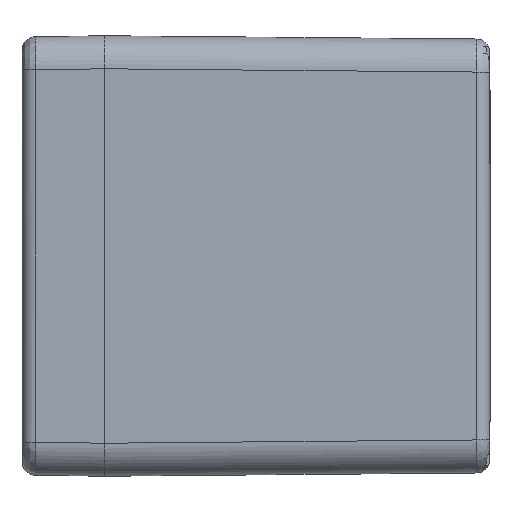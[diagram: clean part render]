
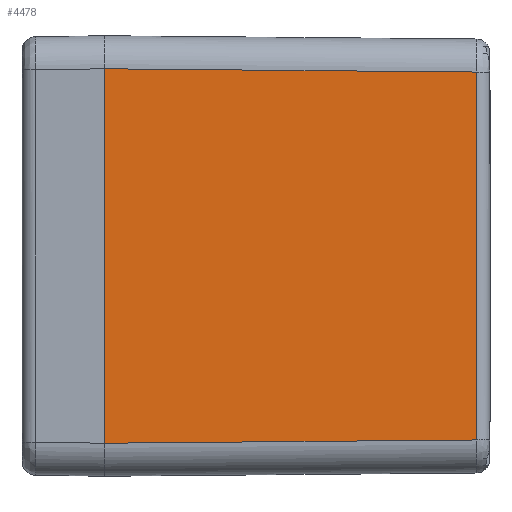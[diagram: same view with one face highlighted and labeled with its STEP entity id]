
A CAD part, left-side view. The second image highlights one B-rep face of the part: STEP entity #4478.
In plain terms, the highlighted planar face has unit normal (-1, -0.009, 0).
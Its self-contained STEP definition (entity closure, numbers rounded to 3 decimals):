
#502 = PLANE ( 'NONE',  #8756 ) ;
#729 = ORIENTED_EDGE ( 'NONE', *, *, #7096, .F. ) ;
#740 = VERTEX_POINT ( 'NONE', #17015 ) ;
#1954 = VERTEX_POINT ( 'NONE', #6992 ) ;
#1982 = FACE_OUTER_BOUND ( 'NONE', #3391, .T. ) ;
#2072 = DIRECTION ( 'NONE',  ( -0.009, 1., 0. ) ) ;
#2447 = CARTESIAN_POINT ( 'NONE',  ( -79.607, 24.985, 33.607 ) ) ;
#2714 = CARTESIAN_POINT ( 'NONE',  ( -79.411, 2.478, -33.411 ) ) ;
#3101 = CARTESIAN_POINT ( 'NONE',  ( -79.411, 2.478, 33.411 ) ) ;
#3391 = EDGE_LOOP ( 'NONE', ( #729, #5658, #13931, #7031 ) ) ;
#4080 = CARTESIAN_POINT ( 'NONE',  ( -79.411, 2.478, -11.137 ) ) ;
#4197 = VERTEX_POINT ( 'NONE', #18541 ) ;
#4478 = ADVANCED_FACE ( 'NONE', ( #1982 ), #502, .T. ) ;
#5200 = VERTEX_POINT ( 'NONE', #3101 ) ;
#5658 = ORIENTED_EDGE ( 'NONE', *, *, #18503, .T. ) ;
#5948 = CARTESIAN_POINT ( 'NONE',  ( -80., 70., -34. ) ) ;
#6106 = DIRECTION ( 'NONE',  ( 0., 0., -1. ) ) ;
#6305 = EDGE_CURVE ( 'NONE', #5200, #4197, #12605, .T. ) ;
#6992 = CARTESIAN_POINT ( 'NONE',  ( -80., 70., -34. ) ) ;
#7031 = ORIENTED_EDGE ( 'NONE', *, *, #6305, .F. ) ;
#7096 = EDGE_CURVE ( 'NONE', #740, #5200, #10427, .T. ) ;
#8408 = CARTESIAN_POINT ( 'NONE',  ( -79.411, 2.478, 33.411 ) ) ;
#8659 = EDGE_CURVE ( 'NONE', #1954, #4197, #9896, .T. ) ;
#8756 = AXIS2_PLACEMENT_3D ( 'NONE', #11535, #11443, #2072 ) ;
#9593 = VECTOR ( 'NONE', #6106, 1000. ) ;
#9896 = B_SPLINE_CURVE_WITH_KNOTS ( 'NONE', 3,
 ( #5948, #11715, #19172, #2714 ),
 .UNSPECIFIED., .F., .F.,
 ( 4, 4 ),
 ( 0., 1. ),
 .UNSPECIFIED. ) ;
#10427 = B_SPLINE_CURVE_WITH_KNOTS ( 'NONE', 3,
 ( #15656, #17317, #2447, #8408 ),
 .UNSPECIFIED., .F., .F.,
 ( 4, 4 ),
 ( 0., 1. ),
 .UNSPECIFIED. ) ;
#11313 = CARTESIAN_POINT ( 'NONE',  ( -79.411, 2.478, 11.137 ) ) ;
#11443 = DIRECTION ( 'NONE',  ( -1., -0.009, 0. ) ) ;
#11535 = CARTESIAN_POINT ( 'NONE',  ( -80., 70., -43.361 ) ) ;
#11715 = CARTESIAN_POINT ( 'NONE',  ( -79.804, 47.493, -33.804 ) ) ;
#12176 = CARTESIAN_POINT ( 'NONE',  ( -80., 70., 34. ) ) ;
#12605 = B_SPLINE_CURVE_WITH_KNOTS ( 'NONE', 3,
 ( #12778, #11313, #4080, #17681 ),
 .UNSPECIFIED., .F., .F.,
 ( 4, 4 ),
 ( 0., 1. ),
 .UNSPECIFIED. ) ;
#12778 = CARTESIAN_POINT ( 'NONE',  ( -79.411, 2.478, 33.411 ) ) ;
#13931 = ORIENTED_EDGE ( 'NONE', *, *, #8659, .T. ) ;
#15656 = CARTESIAN_POINT ( 'NONE',  ( -80., 70., 34. ) ) ;
#17015 = CARTESIAN_POINT ( 'NONE',  ( -80., 70., 34. ) ) ;
#17317 = CARTESIAN_POINT ( 'NONE',  ( -79.804, 47.493, 33.804 ) ) ;
#17681 = CARTESIAN_POINT ( 'NONE',  ( -79.411, 2.478, -33.411 ) ) ;
#18136 = LINE ( 'NONE', #12176, #9593 ) ;
#18503 = EDGE_CURVE ( 'NONE', #740, #1954, #18136, .T. ) ;
#18541 = CARTESIAN_POINT ( 'NONE',  ( -79.411, 2.478, -33.411 ) ) ;
#19172 = CARTESIAN_POINT ( 'NONE',  ( -79.607, 24.985, -33.607 ) ) ;
